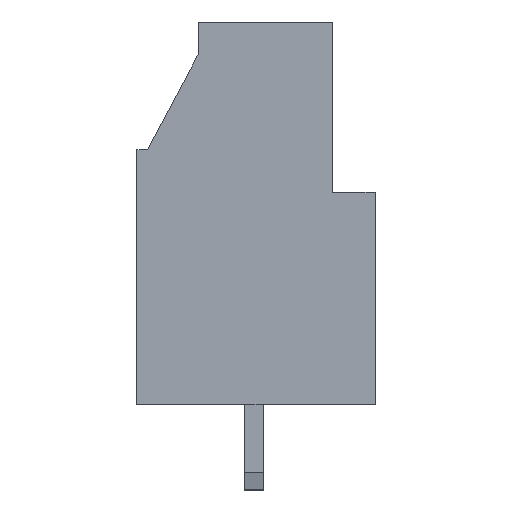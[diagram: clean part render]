
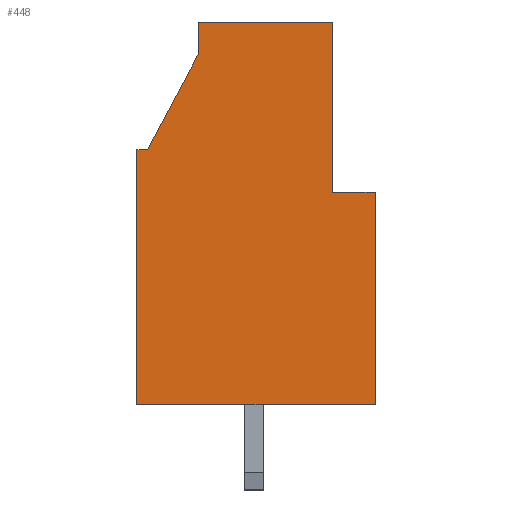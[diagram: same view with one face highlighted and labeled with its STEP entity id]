
A CAD part, front view. The second image highlights one B-rep face of the part: STEP entity #448.
In plain terms, the highlighted planar face has unit normal (0, -1, 0).
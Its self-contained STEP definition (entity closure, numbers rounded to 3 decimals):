
#448 = ADVANCED_FACE( '', ( #1023 ), #1024, .F. );
#1023 = FACE_OUTER_BOUND( '', #1740, .T. );
#1024 = PLANE( '', #1741 );
#1740 = EDGE_LOOP( '', ( #2920, #2921, #2922, #2923, #2924, #2925, #2926, #2927, #2928 ) );
#1741 = AXIS2_PLACEMENT_3D( '', #2929, #2930, #2931 );
#2920 = ORIENTED_EDGE( '', *, *, #4807, .T. );
#2921 = ORIENTED_EDGE( '', *, *, #4748, .T. );
#2922 = ORIENTED_EDGE( '', *, *, #4808, .T. );
#2923 = ORIENTED_EDGE( '', *, *, #4809, .T. );
#2924 = ORIENTED_EDGE( '', *, *, #4805, .T. );
#2925 = ORIENTED_EDGE( '', *, *, #4810, .T. );
#2926 = ORIENTED_EDGE( '', *, *, #4811, .F. );
#2927 = ORIENTED_EDGE( '', *, *, #4812, .F. );
#2928 = ORIENTED_EDGE( '', *, *, #4495, .F. );
#2929 = CARTESIAN_POINT( '', ( 12.32, -2.54, -5.26 ) );
#2930 = DIRECTION( '', ( 0., 1., 0. ) );
#2931 = DIRECTION( '', ( 1., 0., 0. ) );
#4495 = EDGE_CURVE( '', #5425, #5427, #5428, .T. );
#4748 = EDGE_CURVE( '', #5854, #5852, #5855, .T. );
#4805 = EDGE_CURVE( '', #5935, #5937, #5939, .T. );
#4807 = EDGE_CURVE( '', #5425, #5854, #5941, .T. );
#4808 = EDGE_CURVE( '', #5852, #5942, #5943, .T. );
#4809 = EDGE_CURVE( '', #5942, #5935, #5944, .T. );
#4810 = EDGE_CURVE( '', #5937, #5945, #5946, .T. );
#4811 = EDGE_CURVE( '', #5947, #5945, #5948, .T. );
#4812 = EDGE_CURVE( '', #5427, #5947, #5949, .T. );
#5425 = VERTEX_POINT( '', #6775 );
#5427 = VERTEX_POINT( '', #6778 );
#5428 = LINE( '', #6779, #6780 );
#5852 = VERTEX_POINT( '', #7405 );
#5854 = VERTEX_POINT( '', #7408 );
#5855 = LINE( '', #7409, #7410 );
#5935 = VERTEX_POINT( '', #7529 );
#5937 = VERTEX_POINT( '', #7532 );
#5939 = LINE( '', #7535, #7536 );
#5941 = LINE( '', #7538, #7539 );
#5942 = VERTEX_POINT( '', #7540 );
#5943 = LINE( '', #7541, #7542 );
#5944 = LINE( '', #7543, #7544 );
#5945 = VERTEX_POINT( '', #7545 );
#5946 = LINE( '', #7546, #7547 );
#5947 = VERTEX_POINT( '', #7548 );
#5948 = LINE( '', #7549, #7550 );
#5949 = LINE( '', #7551, #7552 );
#6775 = CARTESIAN_POINT( '', ( 0., -2.54, 12. ) );
#6778 = CARTESIAN_POINT( '', ( 0.5, -2.54, 12. ) );
#6779 = CARTESIAN_POINT( '', ( 5.35, -2.54, 12. ) );
#6780 = VECTOR( '', #8470, 1000. );
#7405 = CARTESIAN_POINT( '', ( 11.2, -2.54, 0. ) );
#7408 = CARTESIAN_POINT( '', ( 0., -2.54, 0. ) );
#7409 = CARTESIAN_POINT( '', ( 5.35, -2.54, 0. ) );
#7410 = VECTOR( '', #8706, 1000. );
#7529 = CARTESIAN_POINT( '', ( 9.2, -2.54, 10. ) );
#7532 = CARTESIAN_POINT( '', ( 9.2, -2.54, 18. ) );
#7535 = CARTESIAN_POINT( '', ( 9.2, -2.54, -1. ) );
#7536 = VECTOR( '', #8751, 1000. );
#7538 = CARTESIAN_POINT( '', ( 0., -2.54, -1. ) );
#7539 = VECTOR( '', #8752, 1000. );
#7540 = CARTESIAN_POINT( '', ( 11.2, -2.54, 10. ) );
#7541 = CARTESIAN_POINT( '', ( 11.2, -2.54, -1. ) );
#7542 = VECTOR( '', #8753, 1000. );
#7543 = CARTESIAN_POINT( '', ( 5.35, -2.54, 10. ) );
#7544 = VECTOR( '', #8754, 1000. );
#7545 = CARTESIAN_POINT( '', ( 2.9, -2.54, 18. ) );
#7546 = CARTESIAN_POINT( '', ( 5.35, -2.54, 18. ) );
#7547 = VECTOR( '', #8755, 1000. );
#7548 = CARTESIAN_POINT( '', ( 2.9, -2.54, 16.5 ) );
#7549 = CARTESIAN_POINT( '', ( 2.9, -2.54, -1. ) );
#7550 = VECTOR( '', #8756, 1000. );
#7551 = CARTESIAN_POINT( '', ( -6.433, -2.54, -1. ) );
#7552 = VECTOR( '', #8757, 1000. );
#8470 = DIRECTION( '', ( 1., 0., 0. ) );
#8706 = DIRECTION( '', ( 1., 0., 0. ) );
#8751 = DIRECTION( '', ( 0., 0., 1. ) );
#8752 = DIRECTION( '', ( 0., 0., -1. ) );
#8753 = DIRECTION( '', ( 0., 0., 1. ) );
#8754 = DIRECTION( '', ( -1., 0., 0. ) );
#8755 = DIRECTION( '', ( -1., 0., 0. ) );
#8756 = DIRECTION( '', ( 0., 0., 1. ) );
#8757 = DIRECTION( '', ( 0.471, 0., 0.882 ) );
